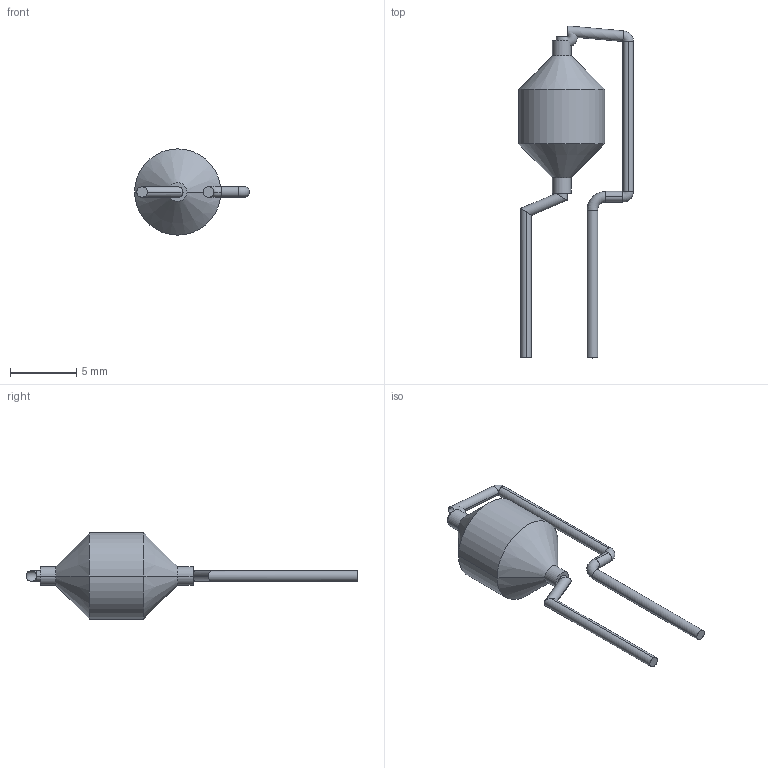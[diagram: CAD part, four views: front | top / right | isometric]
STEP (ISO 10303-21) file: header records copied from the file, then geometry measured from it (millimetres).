
FILE_DESCRIPTION (( 'STEP AP214' ), '1' );
FILE_NAME ('B82144B2274J000.STEP', '2022-07-15T12:25:52', ( '' ), ( '' ), 'SwSTEP 2.0', 'SolidWorks 2018', '' );
FILE_SCHEMA (( 'AUTOMOTIVE_DESIGN' ));
Length unit declared in the file: millimetre
Products named in the file (1): B82144B2274J000
Bounding box: 8.65 x 25 x 6.5 mm (x, y, z)
Volume: 232.6 mm3; surface area: 362.5 mm2
Topology: 2 solids, 2 shells, 35 faces, 81 edges, 44 vertices
Faces by surface type: cylinder 22, torus 5, plane 4, cone 4
Entity records: 1149 total; most frequent: DIRECTION 184, CARTESIAN_POINT 173, ORIENTED_EDGE 150, AXIS2_PLACEMENT_3D 79, EDGE_CURVE 75, VERTEX_POINT 44, CIRCLE 43, EDGE_LOOP 37
